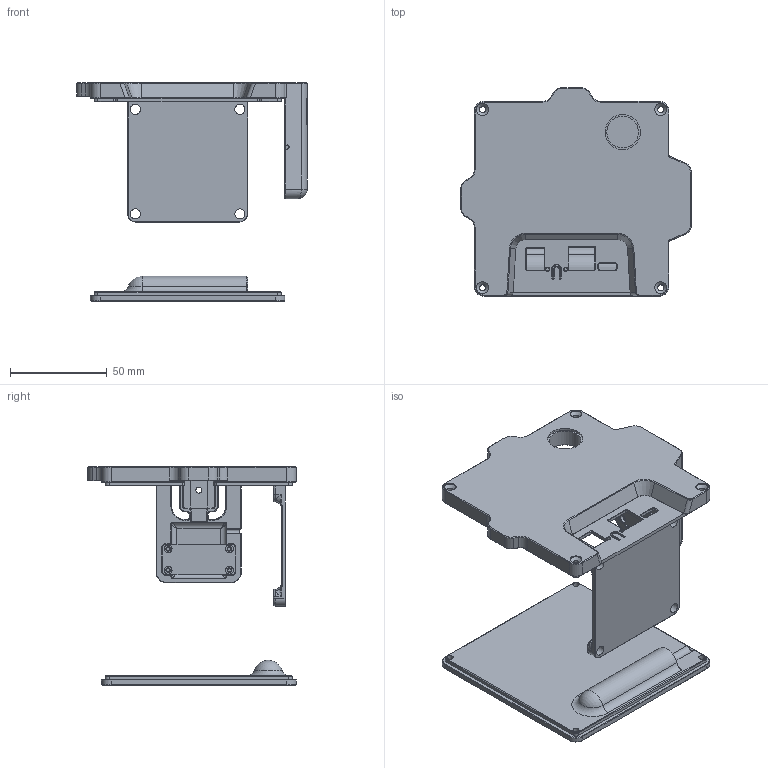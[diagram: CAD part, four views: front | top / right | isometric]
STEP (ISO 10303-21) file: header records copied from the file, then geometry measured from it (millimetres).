
FILE_DESCRIPTION(/* description */ ('Unknown'),/* implementation_level */ '2;1');
FILE_NAME(/* name */ 'complete_assembly',/* time_stamp */ '2025-08-14T15:12:21+02:00',/* author */ ('Unknown'),/* organization */ ('Unknown'),/* preprocessor_version */ 'ST-DEVELOPER v20',/* originating_system */ 'Solid Edge',/* authorisation */ 'Unknown');
FILE_SCHEMA (('AUTOMOTIVE_DESIGN {1 0 10303 214 3 1 1}'));
Length unit declared in the file: millimetre
Products named in the file (1): body_cover_v2
Bounding box: 119 x 107.5 x 113 mm (x, y, z)
Volume: 117389.8 mm3; surface area: 72269.2 mm2
Topology: 4 solids, 4 shells, 838 faces, 2043 edges, 1194 vertices
Faces by surface type: plane 358, cylinder 225, cone 167, bspline 55, torus 29, sphere 4
Full cylindrical faces by diameter (mm): 1.8 x10, 2.3 x8, 3 x1, 3.2 x8, 4 x4, 5.2 x4, 6 x2, 6.2 x8, 16.4 x1, 18.2 x1
Entity records: 24553 total; most frequent: CARTESIAN_POINT 5393, DIRECTION 4055, ORIENTED_EDGE 3840, EDGE_CURVE 1920, AXIS2_PLACEMENT_3D 1465, VERTEX_POINT 1174, LINE 1125, VECTOR 1125
